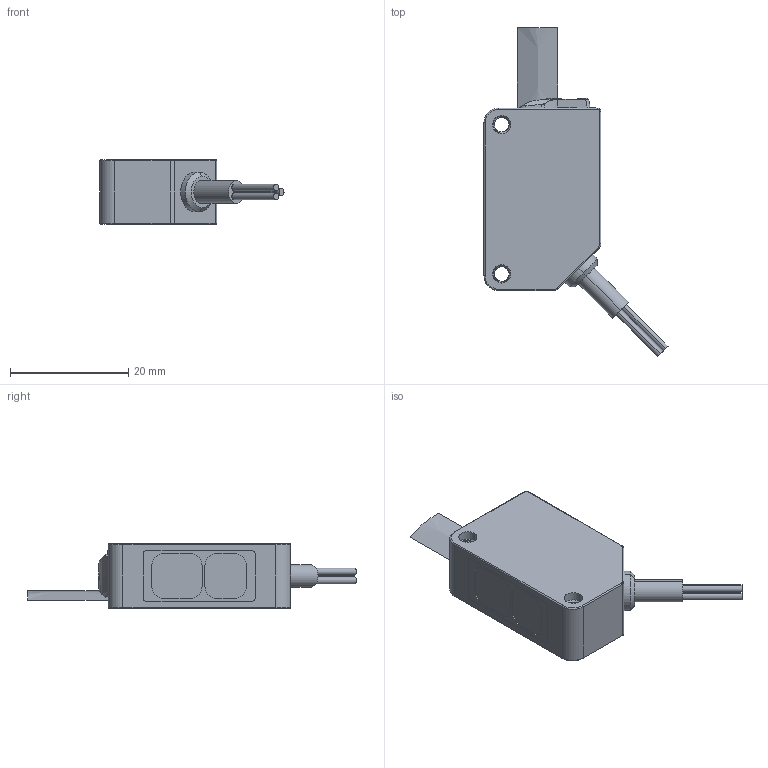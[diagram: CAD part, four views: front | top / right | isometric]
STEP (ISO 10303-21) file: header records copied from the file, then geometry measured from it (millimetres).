
FILE_DESCRIPTION((''),'2;1');
FILE_NAME('WT100-N1432D','2020-05-28T11:37:08',('Administrator'),(''),'CREO PARAMETRIC BY PTC INC, 2018400','CREO PARAMETRIC BY PTC INC, 2018400','');
FILE_SCHEMA(('AUTOMOTIVE_DESIGN { 1 0 10303 214 1 1 1 1 }'));
Length unit declared in the file: millimetre
Products named in the file (1): WT100-N1432D
Bounding box: 31.18 x 55.74 x 11 mm (x, y, z)
Volume: 6477.3 mm3; surface area: 2938.6 mm2
Topology: 1 solids, 2 shells, 676 faces, 1791 edges, 1180 vertices
Faces by surface type: plane 350, cylinder 155, extrusion 123, bspline 28, cone 10, torus 10
Entity records: 31469 total; most frequent: CARTESIAN_POINT 11994, ORIENTED_EDGE 3578, DIRECTION 2716, EDGE_CURVE 1791, VECTOR 1258, VERTEX_POINT 1180, LINE 1135, EDGE_LOOP 742
